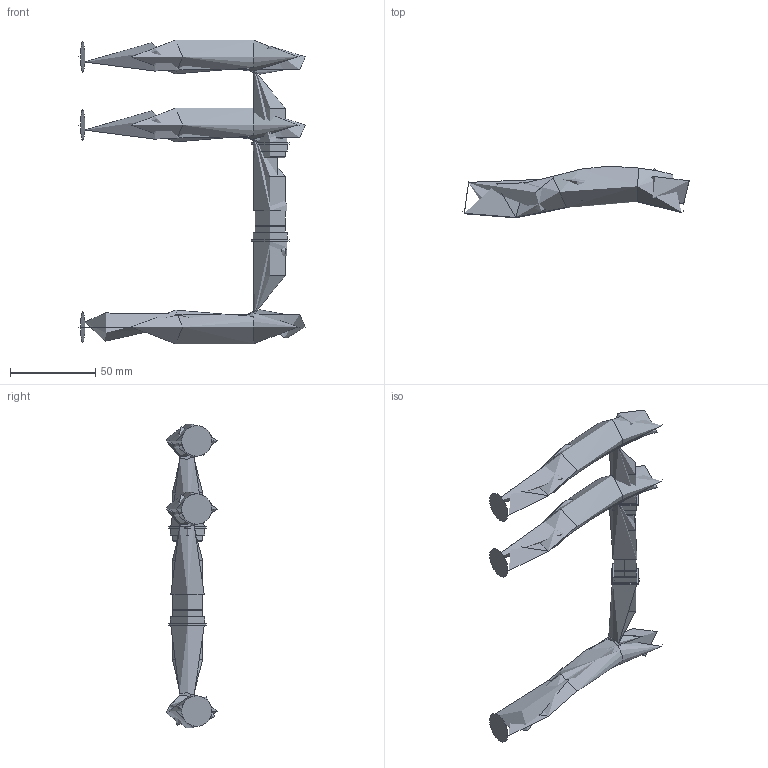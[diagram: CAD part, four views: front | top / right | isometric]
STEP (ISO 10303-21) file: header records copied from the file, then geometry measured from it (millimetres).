
FILE_DESCRIPTION (( 'STEP AP203' ), '1' );
FILE_NAME ('56652-240.STEP', '2019-11-04T08:40:47', ( '' ), ( '' ), 'SwSTEP 2.0', 'SolidWorks 2015', '' );
FILE_SCHEMA (( 'CONFIG_CONTROL_DESIGN' ));
Length unit declared in the file: millimetre
Products named in the file (14): 56652-240 Teil4; 56652-240 Teil1_56652-240 Teil1; DIN914_DIN 914 M6x6; DIN914; 56652-240 Teil2; 56652-240 Teil2_56652-240 Teil2; 56652-240; 56652-240 Teil1; 56652-240 Teil3; 56652-240 Teil4_56652-240 Teil4; 56652-240 Teil3_56652-240 Teil3
Assembly tree (9 placements, depth 2):
  56652-240 Teil4
  56652-240 Teil2
  56652-240
    DIN914
    DIN914
  56652-240 Teil1
  56652-240 Teil3
Bounding box: 132.53 x 30.05 x 178.1 mm (x, y, z)
Volume: 51785.2 mm3; surface area: 78168.6 mm2
Topology: 11 solids, 11 shells, 882 faces, 2325 edges, 1541 vertices
Faces by surface type: plane 389, bspline 351, cylinder 113, cone 24, torus 5
Full cylindrical faces by diameter (mm): 5 x6, 6 x2, 17.7 x3, 17.8 x6, 18 x2, 19.6 x3, 20 x2, 22 x2
Entity records: 56993 total; most frequent: CARTESIAN_POINT 37136, ORIENTED_EDGE 4396, DIRECTION 2734, EDGE_CURVE 2198, VERTEX_POINT 1486, EDGE_LOOP 1018, LINE 1000, VECTOR 1000
